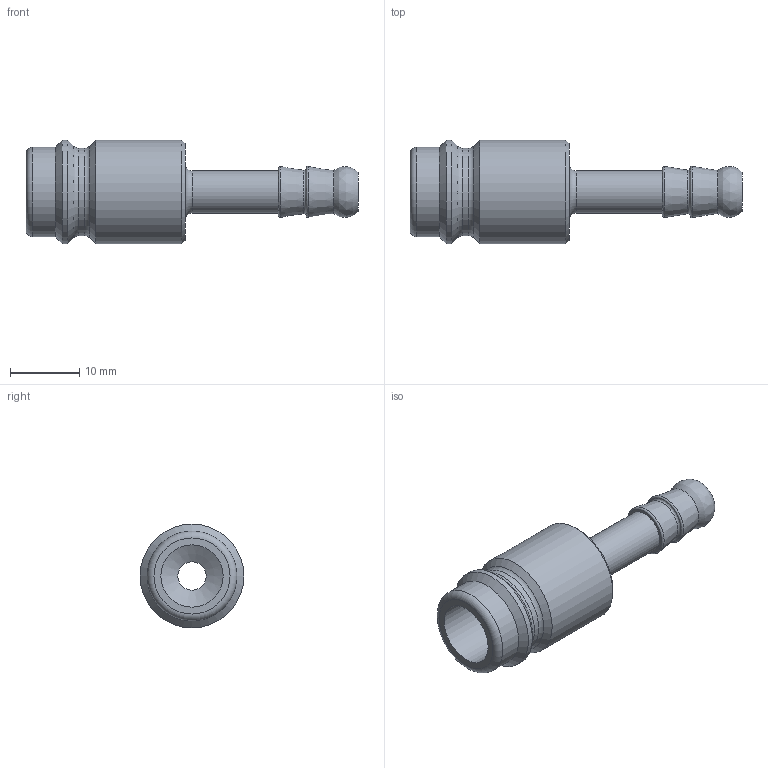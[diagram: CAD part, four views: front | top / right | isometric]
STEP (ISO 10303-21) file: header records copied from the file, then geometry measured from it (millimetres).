
FILE_DESCRIPTION((''),'2;1');
FILE_NAME('27sftf06sxn.stp','2012-06-29T10:24:08',('AS035480'),(''),'Autodesk Inventor 2011','Autodesk Inventor 2011','');
FILE_SCHEMA(('AUTOMOTIVE_DESIGN { 1 0 10303 214 1 1 1 1 }'));
Length unit declared in the file: millimetre
Products named in the file (1): D103760
Bounding box: 48 x 15 x 15 mm (x, y, z)
Volume: 2835 mm3; surface area: 2784.1 mm2
Topology: 1 solids, 1 shells, 26 faces, 50 edges, 28 vertices
Faces by surface type: cone 7, cylinder 7, torus 6, plane 4, bspline 2
Full cylindrical faces by diameter (mm): 4.1 x1, 6.1 x1, 9 x1, 12.65 x1, 13 x1, 15 x2
Entity records: 661 total; most frequent: CARTESIAN_POINT 194, DIRECTION 100, ORIENTED_EDGE 54, EDGE_LOOP 51, AXIS2_PLACEMENT_3D 50, EDGE_CURVE 27, VERTEX_POINT 26, FACE_OUTER_BOUND 26
